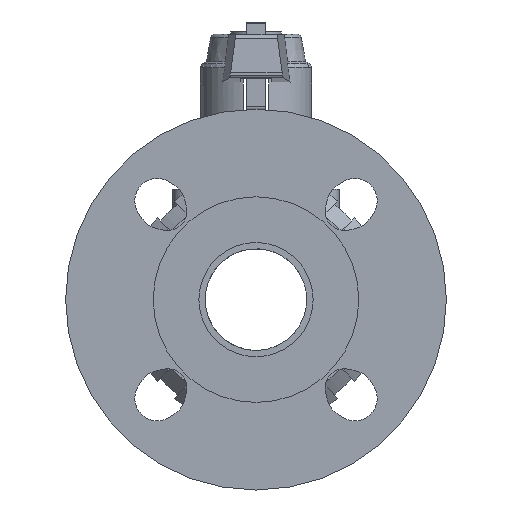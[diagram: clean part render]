
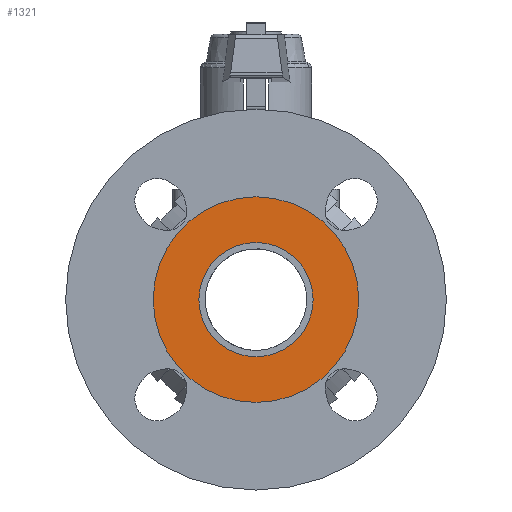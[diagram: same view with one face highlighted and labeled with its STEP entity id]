
A CAD part, left-side view. The second image highlights one B-rep face of the part: STEP entity #1321.
In plain terms, the highlighted planar face has unit normal (-1, 0, 0).
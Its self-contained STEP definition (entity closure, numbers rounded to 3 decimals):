
#1321=ADVANCED_FACE('',(#2893,#2894),#2895,.T.);
#2893=FACE_BOUND('',#5091,.T.);
#2894=FACE_OUTER_BOUND('',#5092,.T.);
#2895=PLANE('',#5093);
#5091=EDGE_LOOP('',(#8809,#8810));
#5092=EDGE_LOOP('',(#8811,#8812));
#5093=AXIS2_PLACEMENT_3D('',#8813,#8814,#8815);
#8809=ORIENTED_EDGE('',*,*,#13148,.F.);
#8810=ORIENTED_EDGE('',*,*,#13018,.F.);
#8811=ORIENTED_EDGE('',*,*,#12998,.T.);
#8812=ORIENTED_EDGE('',*,*,#13165,.T.);
#8813=CARTESIAN_POINT('',(-100.0,0.0,87.5));
#8814=DIRECTION('',(-1.0,0.0,0.0));
#8815=DIRECTION('',(0.0,0.0,1.0));
#12998=EDGE_CURVE('',#15708,#15712,#15714,.T.);
#13018=EDGE_CURVE('',#15748,#15744,#15750,.T.);
#13148=EDGE_CURVE('',#15744,#15748,#15944,.T.);
#13165=EDGE_CURVE('',#15712,#15708,#15961,.T.);
#15708=VERTEX_POINT('',#20384);
#15712=VERTEX_POINT('',#20389);
#15714=CIRCLE('',#20392,40.5);
#15744=VERTEX_POINT('',#20428);
#15748=VERTEX_POINT('',#20433);
#15750=CIRCLE('',#20436,22.5);
#15944=CIRCLE('',#20694,22.5);
#15961=CIRCLE('',#20711,40.5);
#20384=CARTESIAN_POINT('',(-100.0,0.0,96.5));
#20389=CARTESIAN_POINT('',(-100.0,0.,15.5));
#20392=AXIS2_PLACEMENT_3D('',#25958,#25959,#25960);
#20428=CARTESIAN_POINT('',(-100.0,0.0,78.5));
#20433=CARTESIAN_POINT('',(-100.0,0.,33.5));
#20436=AXIS2_PLACEMENT_3D('',#25990,#25991,#25992);
#20694=AXIS2_PLACEMENT_3D('',#26153,#26154,#26155);
#20711=AXIS2_PLACEMENT_3D('',#26180,#26181,#26182);
#25958=CARTESIAN_POINT('',(-100.0,0.0,56.0));
#25959=DIRECTION('',(-1.0,0.0,0.0));
#25960=DIRECTION('',(0.0,0.0,1.0));
#25990=CARTESIAN_POINT('',(-100.0,0.0,56.0));
#25991=DIRECTION('',(-1.0,0.0,0.0));
#25992=DIRECTION('',(0.0,0.0,1.0));
#26153=CARTESIAN_POINT('',(-100.0,0.0,56.0));
#26154=DIRECTION('',(-1.0,0.0,0.0));
#26155=DIRECTION('',(0.0,0.0,1.0));
#26180=CARTESIAN_POINT('',(-100.0,0.0,56.0));
#26181=DIRECTION('',(-1.0,0.0,0.0));
#26182=DIRECTION('',(0.0,0.0,1.0));
